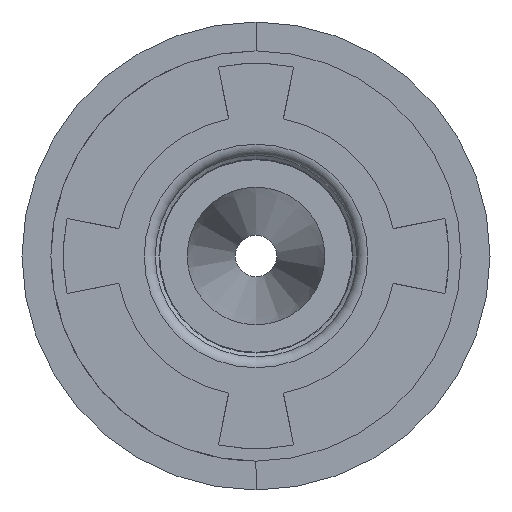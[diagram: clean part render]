
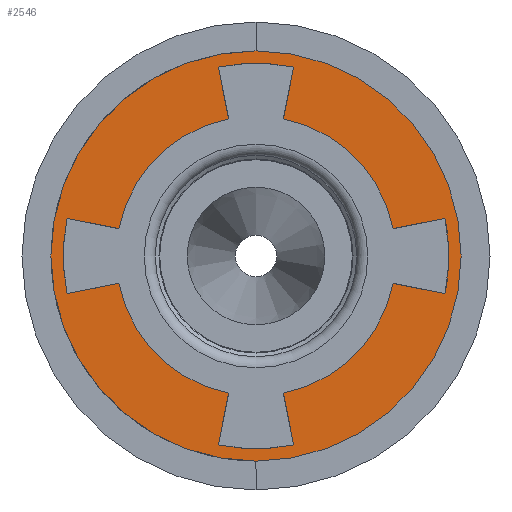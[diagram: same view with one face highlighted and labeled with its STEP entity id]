
A CAD part, left-side view. The second image highlights one B-rep face of the part: STEP entity #2546.
In plain terms, the highlighted planar face has unit normal (-1, 0, 0).
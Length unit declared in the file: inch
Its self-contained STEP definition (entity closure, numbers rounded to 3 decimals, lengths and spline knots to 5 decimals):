
#19=FACE_BOUND('',#420,.T.);
#139=PLANE('',#2814);
#277=FACE_OUTER_BOUND('',#419,.T.);
#419=EDGE_LOOP('',(#2363));
#420=EDGE_LOOP('',(#2364,#2365,#2366,#2367,#2368,#2369,#2370,#2371,#2372,
#2373,#2374,#2375,#2376,#2377,#2378,#2379,#2380,#2381,#2382));
#478=LINE('',#6537,#600);
#483=LINE('',#6555,#605);
#489=LINE('',#6573,#611);
#501=LINE('',#6609,#623);
#508=LINE('',#6625,#630);
#509=LINE('',#6627,#631);
#517=LINE('',#6645,#639);
#529=LINE('',#6707,#651);
#532=LINE('',#6713,#654);
#534=LINE('',#6718,#656);
#600=VECTOR('',#3169,0.03937);
#605=VECTOR('',#3186,0.03937);
#611=VECTOR('',#3202,0.03937);
#623=VECTOR('',#3238,0.03937);
#630=VECTOR('',#3249,0.03937);
#631=VECTOR('',#3250,0.03937);
#639=VECTOR('',#3262,0.03937);
#651=VECTOR('',#3340,0.03937);
#654=VECTOR('',#3345,0.03937);
#656=VECTOR('',#3351,0.03937);
#735=CIRCLE('',#2690,0.01378);
#736=CIRCLE('',#2691,0.01378);
#797=CIRCLE('',#2792,0.00917);
#798=CIRCLE('',#2793,0.00917);
#799=CIRCLE('',#2794,0.00917);
#800=CIRCLE('',#2795,0.00917);
#805=CIRCLE('',#2807,0.01378);
#806=CIRCLE('',#2809,0.01378);
#807=CIRCLE('',#2811,0.01378);
#808=CIRCLE('',#2813,0.01467);
#1089=VERTEX_POINT('',#6462);
#1090=VERTEX_POINT('',#6463);
#1091=VERTEX_POINT('',#6465);
#1119=VERTEX_POINT('',#6535);
#1125=VERTEX_POINT('',#6552);
#1126=VERTEX_POINT('',#6554);
#1132=VERTEX_POINT('',#6570);
#1133=VERTEX_POINT('',#6572);
#1144=VERTEX_POINT('',#6606);
#1145=VERTEX_POINT('',#6608);
#1151=VERTEX_POINT('',#6622);
#1152=VERTEX_POINT('',#6624);
#1153=VERTEX_POINT('',#6626);
#1160=VERTEX_POINT('',#6642);
#1161=VERTEX_POINT('',#6644);
#1178=VERTEX_POINT('',#6706);
#1179=VERTEX_POINT('',#6710);
#1180=VERTEX_POINT('',#6712);
#1181=VERTEX_POINT('',#6717);
#1188=VERTEX_POINT('',#6766);
#1431=EDGE_CURVE('',#1089,#1090,#735,.T.);
#1432=EDGE_CURVE('',#1091,#1089,#736,.T.);
#1466=EDGE_CURVE('',#1119,#1090,#478,.T.);
#1475=EDGE_CURVE('',#1125,#1126,#483,.T.);
#1484=EDGE_CURVE('',#1132,#1133,#489,.T.);
#1504=EDGE_CURVE('',#1145,#1144,#501,.T.);
#1512=EDGE_CURVE('',#1152,#1151,#508,.T.);
#1513=EDGE_CURVE('',#1152,#1153,#509,.T.);
#1522=EDGE_CURVE('',#1161,#1160,#517,.T.);
#1555=EDGE_CURVE('',#1178,#1091,#529,.T.);
#1558=EDGE_CURVE('',#1179,#1180,#532,.T.);
#1561=EDGE_CURVE('',#1153,#1181,#534,.T.);
#1569=EDGE_CURVE('',#1125,#1178,#797,.T.);
#1570=EDGE_CURVE('',#1132,#1145,#798,.T.);
#1571=EDGE_CURVE('',#1179,#1181,#799,.T.);
#1572=EDGE_CURVE('',#1119,#1161,#800,.T.);
#1583=EDGE_CURVE('',#1151,#1133,#805,.T.);
#1584=EDGE_CURVE('',#1160,#1180,#806,.T.);
#1585=EDGE_CURVE('',#1144,#1126,#807,.T.);
#1586=EDGE_CURVE('',#1188,#1188,#808,.T.);
#2363=ORIENTED_EDGE('',*,*,#1586,.T.);
#2364=ORIENTED_EDGE('',*,*,#1431,.T.);
#2365=ORIENTED_EDGE('',*,*,#1466,.F.);
#2366=ORIENTED_EDGE('',*,*,#1572,.T.);
#2367=ORIENTED_EDGE('',*,*,#1522,.T.);
#2368=ORIENTED_EDGE('',*,*,#1584,.T.);
#2369=ORIENTED_EDGE('',*,*,#1558,.F.);
#2370=ORIENTED_EDGE('',*,*,#1571,.T.);
#2371=ORIENTED_EDGE('',*,*,#1561,.F.);
#2372=ORIENTED_EDGE('',*,*,#1513,.F.);
#2373=ORIENTED_EDGE('',*,*,#1512,.T.);
#2374=ORIENTED_EDGE('',*,*,#1583,.T.);
#2375=ORIENTED_EDGE('',*,*,#1484,.F.);
#2376=ORIENTED_EDGE('',*,*,#1570,.T.);
#2377=ORIENTED_EDGE('',*,*,#1504,.T.);
#2378=ORIENTED_EDGE('',*,*,#1585,.T.);
#2379=ORIENTED_EDGE('',*,*,#1475,.F.);
#2380=ORIENTED_EDGE('',*,*,#1569,.T.);
#2381=ORIENTED_EDGE('',*,*,#1555,.T.);
#2382=ORIENTED_EDGE('',*,*,#1432,.T.);
#2546=ADVANCED_FACE('',(#277,#19),#139,.F.);
#2690=AXIS2_PLACEMENT_3D('',#6464,#3097,#3098);
#2691=AXIS2_PLACEMENT_3D('',#6466,#3099,#3100);
#2792=AXIS2_PLACEMENT_3D('',#6735,#3377,#3378);
#2793=AXIS2_PLACEMENT_3D('',#6736,#3379,#3380);
#2794=AXIS2_PLACEMENT_3D('',#6737,#3381,#3382);
#2795=AXIS2_PLACEMENT_3D('',#6738,#3383,#3384);
#2807=AXIS2_PLACEMENT_3D('',#6760,#3413,#3414);
#2809=AXIS2_PLACEMENT_3D('',#6762,#3417,#3418);
#2811=AXIS2_PLACEMENT_3D('',#6764,#3421,#3422);
#2813=AXIS2_PLACEMENT_3D('',#6767,#3425,#3426);
#2814=AXIS2_PLACEMENT_3D('',#6769,#3428,#3429);
#3097=DIRECTION('center_axis',(1.,0.,0.));
#3098=DIRECTION('ref_axis',(0.,1.,0.));
#3099=DIRECTION('center_axis',(1.,0.,0.));
#3100=DIRECTION('ref_axis',(0.,1.,0.));
#3169=DIRECTION('',(0.,-0.981,-0.195));
#3186=DIRECTION('',(0.,-0.195,0.981));
#3202=DIRECTION('',(0.,0.981,0.195));
#3238=DIRECTION('',(0.,0.195,0.981));
#3249=DIRECTION('',(0.,0.981,-0.195));
#3250=DIRECTION('',(0.,-0.981,0.195));
#3262=DIRECTION('',(0.,-0.195,-0.981));
#3340=DIRECTION('',(0.,-0.981,0.195));
#3345=DIRECTION('',(0.,0.195,-0.981));
#3351=DIRECTION('',(0.,-0.981,0.195));
#3377=DIRECTION('center_axis',(1.,0.,0.));
#3378=DIRECTION('ref_axis',(0.,0.,
1.));
#3379=DIRECTION('center_axis',(1.,0.,0.));
#3380=DIRECTION('ref_axis',(0.,0.,
1.));
#3381=DIRECTION('center_axis',(1.,0.,0.));
#3382=DIRECTION('ref_axis',(0.,0.,
1.));
#3383=DIRECTION('center_axis',(1.,0.,0.));
#3384=DIRECTION('ref_axis',(0.,0.,
1.));
#3413=DIRECTION('center_axis',(1.,0.,0.));
#3414=DIRECTION('ref_axis',(0.,1.,0.));
#3417=DIRECTION('center_axis',(1.,0.,0.));
#3418=DIRECTION('ref_axis',(0.,1.,0.));
#3421=DIRECTION('center_axis',(1.,0.,0.));
#3422=DIRECTION('ref_axis',(0.,1.,0.));
#3425=DIRECTION('center_axis',(-1.,0.,0.));
#3426=DIRECTION('ref_axis',(0.,1.,0.));
#3428=DIRECTION('center_axis',(1.,0.,0.));
#3429=DIRECTION('ref_axis',(0.,0.,-1.));
#6462=CARTESIAN_POINT('',(-0.07455,0.00599,0.));
#6463=CARTESIAN_POINT('',(-0.07455,0.00626,-0.00269));
#6464=CARTESIAN_POINT('Origin',(-0.07455,0.01977,
0.));
#6465=CARTESIAN_POINT('',(-0.07455,0.00626,0.00269));
#6466=CARTESIAN_POINT('Origin',(-0.07455,0.01977,
0.));
#6535=CARTESIAN_POINT('',(-0.07455,0.01078,-0.00179));
#6537=CARTESIAN_POINT('',(-0.07455,0.00819,-0.0023));
#6552=CARTESIAN_POINT('',(-0.07455,0.01798,0.009));
#6554=CARTESIAN_POINT('',(-0.07455,0.01709,0.01351));
#6555=CARTESIAN_POINT('',(-0.07455,0.01843,0.00675));
#6570=CARTESIAN_POINT('',(-0.07455,0.02877,0.00179));
#6572=CARTESIAN_POINT('',(-0.07455,0.03329,0.00269));
#6573=CARTESIAN_POINT('',(-0.07455,0.02877,0.00179));
#6606=CARTESIAN_POINT('',(-0.07455,0.02246,0.01351));
#6608=CARTESIAN_POINT('',(-0.07455,0.02156,0.009));
#6609=CARTESIAN_POINT('',(-0.07455,0.02075,0.0049));
#6622=CARTESIAN_POINT('',(-0.07455,0.03329,-0.00269));
#6624=CARTESIAN_POINT('',(-0.07455,0.03136,-0.0023));
#6625=CARTESIAN_POINT('',(-0.07455,0.02468,-0.00098));
#6626=CARTESIAN_POINT('',(-0.07455,0.02958,-0.00195));
#6627=CARTESIAN_POINT('',(-0.07455,0.02877,-0.00179));
#6642=CARTESIAN_POINT('',(-0.07455,0.01709,-0.01351));
#6644=CARTESIAN_POINT('',(-0.07455,0.01798,-0.009));
#6645=CARTESIAN_POINT('',(-0.07455,0.01875,-0.00515));
#6706=CARTESIAN_POINT('',(-0.07455,0.01078,0.00179));
#6707=CARTESIAN_POINT('',(-0.07455,0.01463,0.00102));
#6710=CARTESIAN_POINT('',(-0.07455,0.02156,-0.009));
#6712=CARTESIAN_POINT('',(-0.07455,0.02246,-0.01351));
#6713=CARTESIAN_POINT('',(-0.07455,0.02208,-0.01158));
#6717=CARTESIAN_POINT('',(-0.07455,0.02877,-0.00179));
#6718=CARTESIAN_POINT('',(-0.07455,0.02877,-0.00179));
#6735=CARTESIAN_POINT('Origin',(-0.07455,0.01977,
0.));
#6736=CARTESIAN_POINT('Origin',(-0.07455,0.01977,
0.));
#6737=CARTESIAN_POINT('Origin',(-0.07455,0.01977,
0.));
#6738=CARTESIAN_POINT('Origin',(-0.07455,0.01977,
0.));
#6760=CARTESIAN_POINT('Origin',(-0.07455,0.01977,
0.));
#6762=CARTESIAN_POINT('Origin',(-0.07455,0.01977,
0.));
#6764=CARTESIAN_POINT('Origin',(-0.07455,0.01977,
0.));
#6766=CARTESIAN_POINT('',(-0.07455,0.00511,0.));
#6767=CARTESIAN_POINT('Origin',(-0.07455,0.01977,
0.));
#6769=CARTESIAN_POINT('Origin',(-0.07455,0.01977,
0.));
